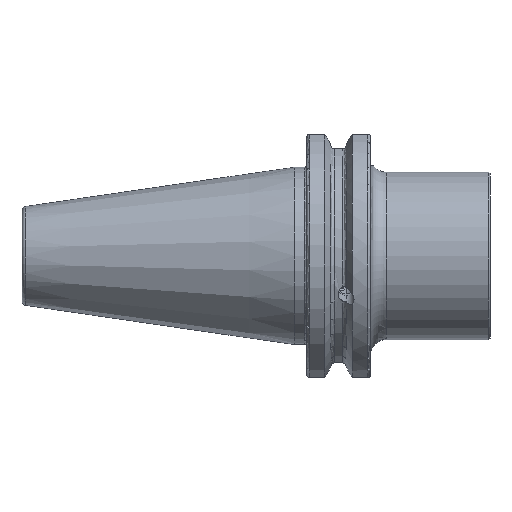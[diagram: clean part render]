
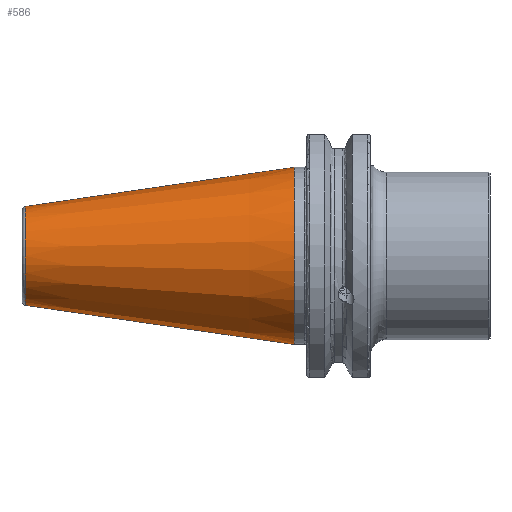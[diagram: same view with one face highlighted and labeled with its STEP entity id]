
A CAD part, front view. The second image highlights one B-rep face of the part: STEP entity #586.
In plain terms, the highlighted conical face has half-angle 8.297 degrees and reference radius 22.225 mm.
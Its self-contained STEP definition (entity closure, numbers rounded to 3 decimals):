
#388 = VERTEX_POINT ( 'NONE', #5848 ) ;
#586 = ADVANCED_FACE ( 'NONE', ( #6225 ), #4569, .T. ) ;
#1095 = CIRCLE ( 'NONE', #6266, 12.397 ) ;
#1715 = DIRECTION ( 'NONE',  ( 0.99, 0., 0.144 ) ) ;
#2065 = ORIENTED_EDGE ( 'NONE', *, *, #4894, .T. ) ;
#2102 = CARTESIAN_POINT ( 'NONE',  ( -67.394, 0., 0. ) ) ;
#2160 = VERTEX_POINT ( 'NONE', #4980 ) ;
#2574 = ORIENTED_EDGE ( 'NONE', *, *, #5117, .F. ) ;
#2649 = DIRECTION ( 'NONE',  ( 0., 0., 1. ) ) ;
#2771 = DIRECTION ( 'NONE',  ( 1., 0., 0. ) ) ;
#2924 = EDGE_CURVE ( 'NONE', #7299, #2160, #5164, .T. ) ;
#3354 = DIRECTION ( 'NONE',  ( 0., 0., -1. ) ) ;
#3848 = VECTOR ( 'NONE', #1715, 1000. ) ;
#4560 = EDGE_LOOP ( 'NONE', ( #2574, #5198, #2065, #4699 ) ) ;
#4569 = CONICAL_SURFACE ( 'NONE', #5897, 22.225, 0.145 ) ;
#4662 = CARTESIAN_POINT ( 'NONE',  ( -67.394, 0., 12.397 ) ) ;
#4699 = ORIENTED_EDGE ( 'NONE', *, *, #2924, .T. ) ;
#4894 = EDGE_CURVE ( 'NONE', #388, #7299, #5232, .T. ) ;
#4980 = CARTESIAN_POINT ( 'NONE',  ( 0., 0., 22.225 ) ) ;
#5061 = CARTESIAN_POINT ( 'NONE',  ( 0., 0., 22.225 ) ) ;
#5073 = AXIS2_PLACEMENT_3D ( 'NONE', #6076, #5935, #6005 ) ;
#5117 = EDGE_CURVE ( 'NONE', #6000, #2160, #6992, .T. ) ;
#5164 = CIRCLE ( 'NONE', #5073, 22.225 ) ;
#5191 = CARTESIAN_POINT ( 'NONE',  ( 0., 0., -22.225 ) ) ;
#5198 = ORIENTED_EDGE ( 'NONE', *, *, #6688, .F. ) ;
#5232 = LINE ( 'NONE', #6467, #6902 ) ;
#5848 = CARTESIAN_POINT ( 'NONE',  ( -67.394, 0., -12.397 ) ) ;
#5897 = AXIS2_PLACEMENT_3D ( 'NONE', #6201, #2771, #3354 ) ;
#5935 = DIRECTION ( 'NONE',  ( -1., 0., 0. ) ) ;
#6000 = VERTEX_POINT ( 'NONE', #4662 ) ;
#6005 = DIRECTION ( 'NONE',  ( 0., 0., 1. ) ) ;
#6009 = DIRECTION ( 'NONE',  ( -1., 0., 0. ) ) ;
#6076 = CARTESIAN_POINT ( 'NONE',  ( 0., 0., 0. ) ) ;
#6201 = CARTESIAN_POINT ( 'NONE',  ( 0., 0., 0. ) ) ;
#6225 = FACE_OUTER_BOUND ( 'NONE', #4560, .T. ) ;
#6266 = AXIS2_PLACEMENT_3D ( 'NONE', #2102, #6009, #2649 ) ;
#6467 = CARTESIAN_POINT ( 'NONE',  ( 0., 0., -22.225 ) ) ;
#6688 = EDGE_CURVE ( 'NONE', #388, #6000, #1095, .T. ) ;
#6902 = VECTOR ( 'NONE', #7041, 1000. ) ;
#6992 = LINE ( 'NONE', #5061, #3848 ) ;
#7041 = DIRECTION ( 'NONE',  ( 0.99, 0., -0.144 ) ) ;
#7299 = VERTEX_POINT ( 'NONE', #5191 ) ;
